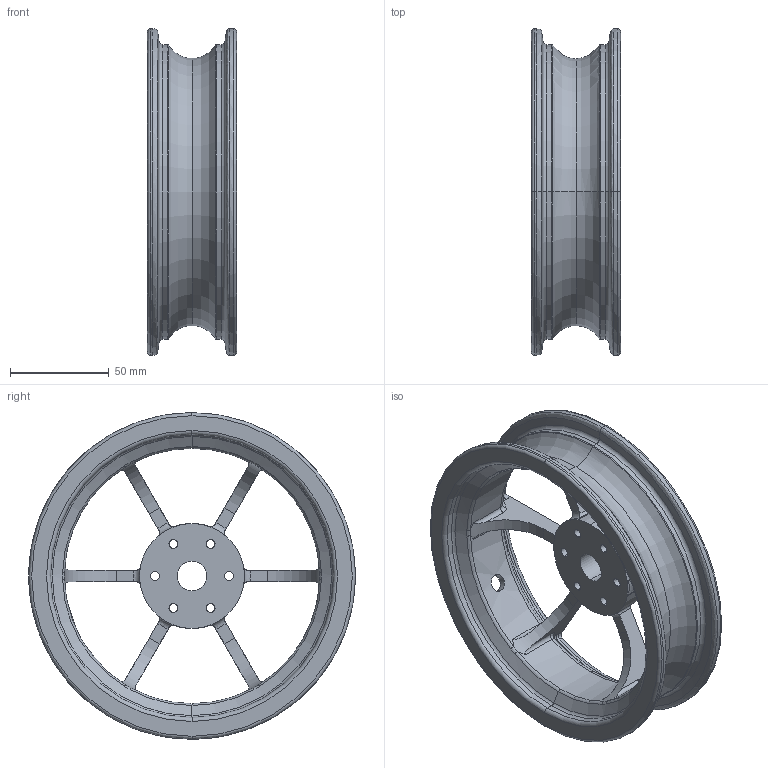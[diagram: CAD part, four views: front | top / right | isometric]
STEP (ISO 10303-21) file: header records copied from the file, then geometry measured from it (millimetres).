
FILE_DESCRIPTION (( 'STEP AP203' ), '1' );
FILE_NAME ('wheelhubv2.STEP', '2024-10-14T02:58:37', ( 'lance' ), ( '' ), 'SwSTEP 2.0', 'SolidWorks 2021', '' );
FILE_SCHEMA (( 'CONFIG_CONTROL_DESIGN' ));
Length unit declared in the file: millimetre
Products named in the file (1): wheelhubv2
Bounding box: 45 x 165 x 165 mm (x, y, z)
Volume: 176419 mm3; surface area: 75122.7 mm2
Topology: 1 solids, 1 shells, 254 faces, 654 edges, 402 vertices
Faces by surface type: cylinder 102, bspline 58, torus 54, plane 27, cone 13
Entity records: 11920 total; most frequent: CARTESIAN_POINT 6051, ORIENTED_EDGE 1308, DIRECTION 1121, EDGE_CURVE 654, AXIS2_PLACEMENT_3D 482, VERTEX_POINT 402, CIRCLE 285, EDGE_LOOP 282
